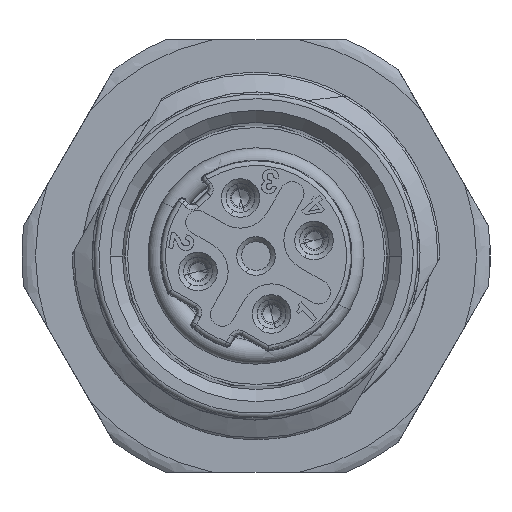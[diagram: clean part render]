
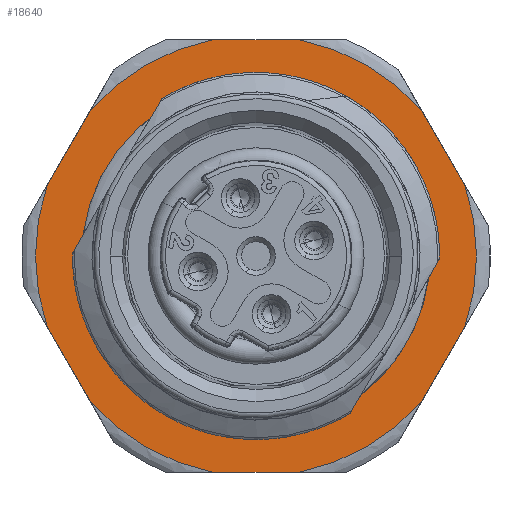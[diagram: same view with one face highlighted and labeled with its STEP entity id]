
A CAD part, front view. The second image highlights one B-rep face of the part: STEP entity #18640.
In plain terms, the highlighted planar face has unit normal (0, -1, 0).
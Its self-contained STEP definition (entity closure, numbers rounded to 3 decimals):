
#6071=DIRECTION('',(-0.508,0.,-0.862));
#6072=VECTOR('',#6071,0.1);
#6073=CARTESIAN_POINT('',(4.367,-4.7,-5.788));
#6074=LINE('',#6073,#6072);
#6123=DIRECTION('',(-1.,0.,0.));
#6124=VECTOR('',#6123,3.618);
#6125=CARTESIAN_POINT('',(1.809,-4.7,9.));
#6126=LINE('',#6125,#6124);
#6127=CARTESIAN_POINT('',(0.,-4.7,0.));
#6128=DIRECTION('',(0.,1.,0.));
#6129=DIRECTION('',(0.197,0.,0.98));
#6130=AXIS2_PLACEMENT_3D('',#6127,#6128,#6129);
#6132=DIRECTION('',(-0.5,0.,0.866));
#6133=VECTOR('',#6132,3.618);
#6134=CARTESIAN_POINT('',(8.699,-4.7,2.933));
#6135=LINE('',#6134,#6133);
#6136=CARTESIAN_POINT('',(0.,-4.7,0.));
#6137=DIRECTION('',(0.,1.,0.));
#6138=DIRECTION('',(0.948,0.,0.32));
#6139=AXIS2_PLACEMENT_3D('',#6136,#6137,#6138);
#6141=DIRECTION('',(0.5,0.,0.866));
#6142=VECTOR('',#6141,3.618);
#6143=CARTESIAN_POINT('',(6.89,-4.7,-6.067));
#6144=LINE('',#6143,#6142);
#6145=DIRECTION('',(1.,0.,0.));
#6146=VECTOR('',#6145,3.618);
#6147=CARTESIAN_POINT('',(-1.809,-4.7,-9.));
#6148=LINE('',#6147,#6146);
#6149=CARTESIAN_POINT('',(0.,-4.7,0.));
#6150=DIRECTION('',(0.,1.,0.));
#6151=DIRECTION('',(-0.197,0.,-0.98));
#6152=AXIS2_PLACEMENT_3D('',#6149,#6150,#6151);
#6154=DIRECTION('',(0.5,0.,-0.866));
#6155=VECTOR('',#6154,3.618);
#6156=CARTESIAN_POINT('',(-8.699,-4.7,-2.933));
#6157=LINE('',#6156,#6155);
#6158=CARTESIAN_POINT('',(0.,-4.7,0.));
#6159=DIRECTION('',(0.,1.,0.));
#6160=DIRECTION('',(-0.948,0.,-0.32));
#6161=AXIS2_PLACEMENT_3D('',#6158,#6159,#6160);
#6163=DIRECTION('',(-0.5,0.,-0.866));
#6164=VECTOR('',#6163,3.618);
#6165=CARTESIAN_POINT('',(-6.89,-4.7,6.067));
#6166=LINE('',#6165,#6164);
#6167=CARTESIAN_POINT('',(0.,-4.7,0.));
#6168=DIRECTION('',(0.,-1.,0.));
#6169=DIRECTION('',(0.602,0.,-0.798));
#6170=AXIS2_PLACEMENT_3D('',#6167,#6168,#6169);
#6172=CARTESIAN_POINT('',(0.,-4.7,0.));
#6173=DIRECTION('',(0.,-1.,0.));
#6174=DIRECTION('',(-0.197,0.,0.98));
#6175=AXIS2_PLACEMENT_3D('',#6172,#6173,#6174);
#6182=CARTESIAN_POINT('',(-6.89,-4.7,6.067));
#6208=CARTESIAN_POINT('',(-8.699,-4.7,-2.933));
#6234=CARTESIAN_POINT('',(-1.809,-4.7,-9.));
#6250=CARTESIAN_POINT('',(1.809,-4.7,-9.));
#6265=CARTESIAN_POINT('',(0.,-4.7,0.));
#6266=DIRECTION('',(0.,-1.,0.));
#6267=DIRECTION('',(0.197,0.,-0.98));
#6268=AXIS2_PLACEMENT_3D('',#6265,#6266,#6267);
#6270=CARTESIAN_POINT('',(6.89,-4.7,-6.067));
#6296=CARTESIAN_POINT('',(8.699,-4.7,2.933));
#6322=CARTESIAN_POINT('',(1.809,-4.7,9.));
#6338=CARTESIAN_POINT('',(-1.809,-4.7,9.));
#6531=DIRECTION('',(-0.492,0.,-0.87));
#6532=VECTOR('',#6531,0.855);
#6533=CARTESIAN_POINT('',(7.617,-4.7,-0.143));
#6534=LINE('',#6533,#6532);
#6579=CARTESIAN_POINT('',(-0.485,-4.7,7.234));
#6580=CARTESIAN_POINT('',(-0.282,-4.7,7.258));
#6581=CARTESIAN_POINT('',(0.124,-4.7,7.29));
#6582=CARTESIAN_POINT('',(0.738,-4.7,7.287));
#6583=CARTESIAN_POINT('',(1.351,-4.7,7.231));
#6584=CARTESIAN_POINT('',(1.961,-4.7,7.124));
#6585=CARTESIAN_POINT('',(2.559,-4.7,6.966));
#6586=CARTESIAN_POINT('',(3.146,-4.7,6.758));
#6587=CARTESIAN_POINT('',(3.714,-4.7,6.5));
#6588=CARTESIAN_POINT('',(4.261,-4.7,6.195));
#6589=CARTESIAN_POINT('',(4.784,-4.7,5.843));
#6590=CARTESIAN_POINT('',(5.111,-4.7,5.58));
#6591=CARTESIAN_POINT('',(5.27,-4.7,5.442));
#6655=CARTESIAN_POINT('',(5.27,-4.7,5.442));
#6656=CARTESIAN_POINT('',(5.36,-4.7,5.363));
#6657=CARTESIAN_POINT('',(5.545,-4.7,5.191));
#6658=CARTESIAN_POINT('',(5.836,-4.7,4.882));
#6659=CARTESIAN_POINT('',(6.138,-4.7,4.518));
#6660=CARTESIAN_POINT('',(6.441,-4.7,4.094));
#6661=CARTESIAN_POINT('',(6.739,-4.7,3.601));
#6662=CARTESIAN_POINT('',(7.013,-4.7,3.047));
#6663=CARTESIAN_POINT('',(7.243,-4.7,2.459));
#6664=CARTESIAN_POINT('',(7.414,-4.7,1.874));
#6665=CARTESIAN_POINT('',(7.528,-4.7,1.325));
#6666=CARTESIAN_POINT('',(7.595,-4.7,0.809));
#6667=CARTESIAN_POINT('',(7.624,-4.7,0.319));
#6668=CARTESIAN_POINT('',(7.622,-4.7,0.008));
#6669=CARTESIAN_POINT('',(7.617,-4.7,-0.143));
#7577=CARTESIAN_POINT('',(0.,-4.7,0.));
#7578=DIRECTION('',(0.,1.,0.));
#7579=DIRECTION('',(0.508,0.,-0.861));
#7580=AXIS2_PLACEMENT_3D('',#7577,#7578,#7579);
#7590=CARTESIAN_POINT('',(4.316,-4.7,-5.874));
#7591=CARTESIAN_POINT('',(4.213,-4.7,-5.941));
#7592=CARTESIAN_POINT('',(4.006,-4.7,-6.069));
#7593=CARTESIAN_POINT('',(3.794,-4.7,-6.187));
#7594=CARTESIAN_POINT('',(3.686,-4.7,-6.243));
#10554=VERTEX_POINT('',#6234);
#10556=VERTEX_POINT('',#6270);
#10558=VERTEX_POINT('',#6296);
#10560=VERTEX_POINT('',#6322);
#10562=VERTEX_POINT('',#6182);
#10564=VERTEX_POINT('',#6208);
#10578=CARTESIAN_POINT('',(6.89,-4.7,6.067));
#10579=VERTEX_POINT('',#10578);
#10580=CARTESIAN_POINT('',(8.699,-4.7,-2.933));
#10581=VERTEX_POINT('',#10580);
#10582=CARTESIAN_POINT('',(-6.89,-4.7,-6.067));
#10583=VERTEX_POINT('',#10582);
#10584=CARTESIAN_POINT('',(-8.699,-4.7,2.933));
#10585=VERTEX_POINT('',#10584);
#10586=VERTEX_POINT('',#6250);
#10587=VERTEX_POINT('',#6338);
#10588=VERTEX_POINT('',#7590);
#10589=VERTEX_POINT('',#7594);
#10597=VERTEX_POINT('',#6579);
#10598=VERTEX_POINT('',#6591);
#10608=VERTEX_POINT('',#6669);
#10617=CARTESIAN_POINT('',(7.195,-4.7,-0.888));
#10618=VERTEX_POINT('',#10617);
#10619=CARTESIAN_POINT('',(4.367,-4.7,-5.788));
#10620=VERTEX_POINT('',#10619);
#18594=CARTESIAN_POINT('',(0.,-4.7,0.));
#18595=DIRECTION('',(0.,-1.,0.));
#18596=DIRECTION('',(1.,0.,0.));
#18597=AXIS2_PLACEMENT_3D('',#18594,#18595,#18596);
#18598=PLANE('',#18597);
#18600=ORIENTED_EDGE('',*,*,#18599,.F.);
#18602=ORIENTED_EDGE('',*,*,#18601,.F.);
#18604=ORIENTED_EDGE('',*,*,#18603,.T.);
#18606=ORIENTED_EDGE('',*,*,#18605,.F.);
#18608=ORIENTED_EDGE('',*,*,#18607,.T.);
#18610=ORIENTED_EDGE('',*,*,#18609,.F.);
#18612=ORIENTED_EDGE('',*,*,#18611,.F.);
#18614=ORIENTED_EDGE('',*,*,#18613,.F.);
#18616=ORIENTED_EDGE('',*,*,#18615,.T.);
#18618=ORIENTED_EDGE('',*,*,#18617,.F.);
#18620=ORIENTED_EDGE('',*,*,#18619,.T.);
#18622=ORIENTED_EDGE('',*,*,#18621,.F.);
#18623=EDGE_LOOP('',(#18600,#18602,#18604,#18606,#18608,#18610,#18612,#18614,
#18616,#18618,#18620,#18622));
#18624=FACE_OUTER_BOUND('',#18623,.F.);
#18626=ORIENTED_EDGE('',*,*,#18625,.F.);
#18627=ORIENTED_EDGE('',*,*,#18538,.F.);
#18629=ORIENTED_EDGE('',*,*,#18628,.T.);
#18631=ORIENTED_EDGE('',*,*,#18630,.F.);
#18633=ORIENTED_EDGE('',*,*,#18632,.F.);
#18635=ORIENTED_EDGE('',*,*,#18634,.F.);
#18637=ORIENTED_EDGE('',*,*,#18636,.F.);
#18638=EDGE_LOOP('',(#18626,#18627,#18629,#18631,#18633,#18635,#18637));
#18639=FACE_BOUND('',#18638,.F.);
#6131=CIRCLE('',#6130,9.18);
#6140=CIRCLE('',#6139,9.18);
#6153=CIRCLE('',#6152,9.18);
#6162=CIRCLE('',#6161,9.18);
#6171=CIRCLE('',#6170,7.25);
#6176=CIRCLE('',#6175,9.18);
#6269=CIRCLE('',#6268,9.18);
#6592=B_SPLINE_CURVE_WITH_KNOTS('',3,(#6579,#6580,#6581,#6582,#6583,#6584,#6585,
#6586,#6587,#6588,#6589,#6590,#6591),.UNSPECIFIED.,.F.,.F.,(4,1,1,1,1,1,1,1,1,1,
4),(0.,0.1,0.2,0.3,0.4,0.5,0.6,0.7,0.8,0.9,1.),
.UNSPECIFIED.);
#6670=B_SPLINE_CURVE_WITH_KNOTS('',3,(#6655,#6656,#6657,#6658,#6659,#6660,#6661,
#6662,#6663,#6664,#6665,#6666,#6667,#6668,#6669),.UNSPECIFIED.,.F.,.F.,(4,1,1,1,
1,1,1,1,1,1,1,1,4),(0.,0.083,0.167,0.25,
0.333,0.417,0.5,0.583,0.667,
0.75,0.833,0.917,1.),.UNSPECIFIED.);
#7581=CIRCLE('',#7580,7.25);
#7595=B_SPLINE_CURVE_WITH_KNOTS('',3,(#7590,#7591,#7592,#7593,#7594),
.UNSPECIFIED.,.F.,.F.,(4,1,4),(0.,0.5,1.),.UNSPECIFIED.);
#18538=EDGE_CURVE('',#10620,#10588,#6074,.T.);
#18599=EDGE_CURVE('',#10587,#10562,#6176,.T.);
#18601=EDGE_CURVE('',#10560,#10587,#6126,.T.);
#18603=EDGE_CURVE('',#10560,#10579,#6131,.T.);
#18605=EDGE_CURVE('',#10558,#10579,#6135,.T.);
#18607=EDGE_CURVE('',#10558,#10581,#6140,.T.);
#18609=EDGE_CURVE('',#10556,#10581,#6144,.T.);
#18611=EDGE_CURVE('',#10586,#10556,#6269,.T.);
#18613=EDGE_CURVE('',#10554,#10586,#6148,.T.);
#18615=EDGE_CURVE('',#10554,#10583,#6153,.T.);
#18617=EDGE_CURVE('',#10564,#10583,#6157,.T.);
#18619=EDGE_CURVE('',#10564,#10585,#6162,.T.);
#18621=EDGE_CURVE('',#10562,#10585,#6166,.T.);
#18625=EDGE_CURVE('',#10588,#10589,#7595,.T.);
#18628=EDGE_CURVE('',#10620,#10618,#6171,.T.);
#18630=EDGE_CURVE('',#10608,#10618,#6534,.T.);
#18632=EDGE_CURVE('',#10598,#10608,#6670,.T.);
#18634=EDGE_CURVE('',#10597,#10598,#6592,.T.);
#18636=EDGE_CURVE('',#10589,#10597,#7581,.T.);
#18640=ADVANCED_FACE('',(#18624,#18639),#18598,.T.);
